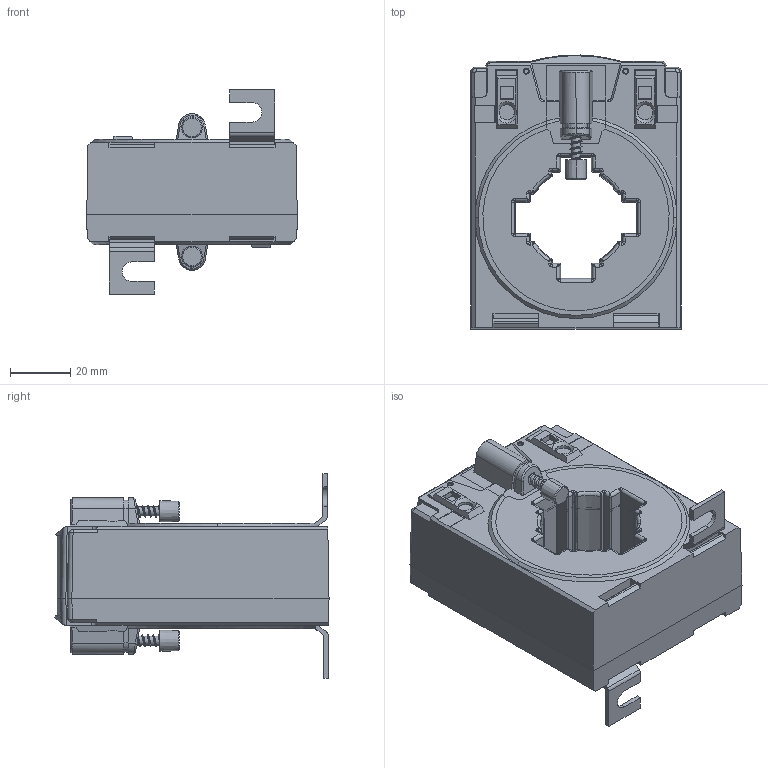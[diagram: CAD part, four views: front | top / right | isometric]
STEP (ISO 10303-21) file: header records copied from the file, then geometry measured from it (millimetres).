
FILE_DESCRIPTION (( 'STEP AP214' ), '1' );
FILE_NAME ('CTB_41_35_kpl_extern.STEP', '2012-01-16T08:12:00', ( 'User' ), ( 'EnDeCo GmbH' ), 'SwSTEP 2.0', 'SolidWorks 2010', '' );
FILE_SCHEMA (( 'AUTOMOTIVE_DESIGN' ));
Length unit declared in the file: millimetre
Products named in the file (1): CTB_41_35_kpl_extern
Bounding box: 70 x 91.13 x 68 mm (x, y, z)
Volume: 175629.9 mm3; surface area: 37235.2 mm2
Topology: 3 solids, 43 shells, 1293 faces, 3259 edges, 2020 vertices
Faces by surface type: plane 660, cylinder 227, cone 224, bspline 162, sphere 12, torus 8
Entity records: 60925 total; most frequent: CARTESIAN_POINT 18215, ORIENTED_EDGE 6454, DIRECTION 5151, EDGE_CURVE 3227, VERTEX_POINT 2020, VECTOR 1853, LINE 1853, AXIS2_PLACEMENT_3D 1649
